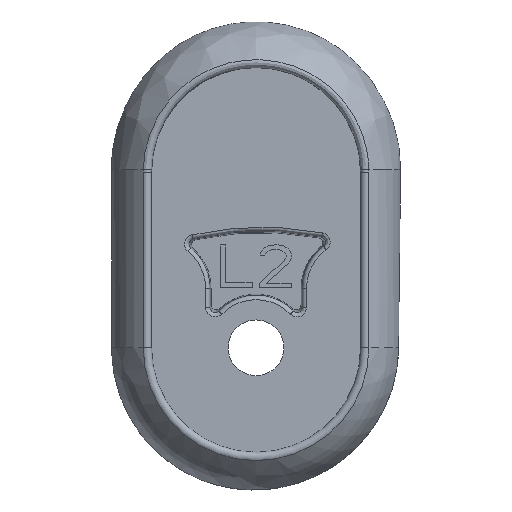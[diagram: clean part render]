
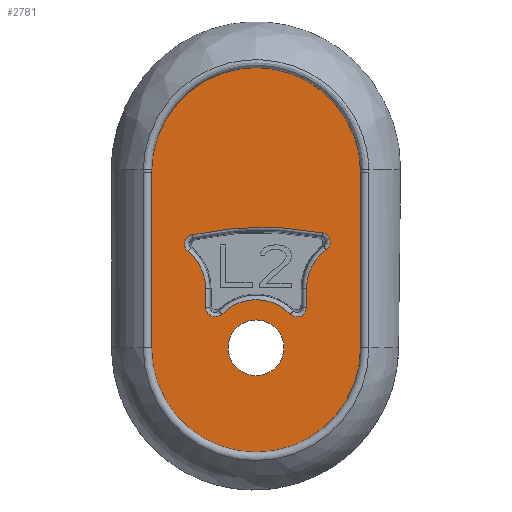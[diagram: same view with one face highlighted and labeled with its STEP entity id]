
A CAD part, front view. The second image highlights one B-rep face of the part: STEP entity #2781.
In plain terms, the highlighted planar face has unit normal (0, -1, 0).
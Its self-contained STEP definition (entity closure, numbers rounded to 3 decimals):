
#447=CARTESIAN_POINT('',(-268.,267.,127.));
#448=DIRECTION('',(0.,-1.,0.));
#449=DIRECTION('',(-1.,0.,0.));
#450=AXIS2_PLACEMENT_3D('',#447,#448,#449);
#452=DIRECTION('',(0.,0.,-1.));
#453=VECTOR('',#452,20.5);
#454=CARTESIAN_POINT('',(-280.2,267.,147.5));
#455=LINE('',#454,#453);
#456=CARTESIAN_POINT('',(-268.,267.,147.5));
#457=DIRECTION('',(0.,-1.,0.));
#458=DIRECTION('',(1.,0.,0.));
#459=AXIS2_PLACEMENT_3D('',#456,#457,#458);
#461=DIRECTION('',(0.,0.,1.));
#462=VECTOR('',#461,20.5);
#463=CARTESIAN_POINT('',(-255.8,267.,127.));
#464=LINE('',#463,#462);
#465=CARTESIAN_POINT('',(-268.,267.,127.));
#466=DIRECTION('',(0.,-1.,0.));
#467=DIRECTION('',(0.,0.,1.));
#468=AXIS2_PLACEMENT_3D('',#465,#466,#467);
#470=CARTESIAN_POINT('',(-268.,267.,127.));
#471=DIRECTION('',(0.,-1.,0.));
#472=DIRECTION('',(0.,0.,-1.));
#473=AXIS2_PLACEMENT_3D('',#470,#471,#472);
#475=CARTESIAN_POINT('',(-275.938,267.,138.251));
#476=CARTESIAN_POINT('',(-275.987,267.,138.292));
#477=CARTESIAN_POINT('',(-276.077,267.,138.38));
#478=CARTESIAN_POINT('',(-276.193,267.,138.54));
#479=CARTESIAN_POINT('',(-276.279,267.,138.723));
#480=CARTESIAN_POINT('',(-276.331,267.,138.921));
#481=CARTESIAN_POINT('',(-276.346,267.,139.126));
#482=CARTESIAN_POINT('',(-276.322,267.,139.33));
#483=CARTESIAN_POINT('',(-276.262,267.,139.525));
#484=CARTESIAN_POINT('',(-276.165,267.,139.707));
#485=CARTESIAN_POINT('',(-276.034,267.,139.871));
#486=CARTESIAN_POINT('',(-275.872,267.,140.009));
#487=CARTESIAN_POINT('',(-275.686,267.,140.112));
#488=CARTESIAN_POINT('',(-275.556,267.,140.156));
#489=CARTESIAN_POINT('',(-275.489,267.,140.171));
#491=CARTESIAN_POINT('',(-279.5,267.,133.918));
#492=DIRECTION('',(0.,-1.,0.));
#493=DIRECTION('',(1.,0.,0.));
#494=AXIS2_PLACEMENT_3D('',#491,#492,#493);
#496=DIRECTION('',(0.,0.,1.));
#497=VECTOR('',#496,2.22);
#498=CARTESIAN_POINT('',(-273.89,267.,131.697));
#499=LINE('',#498,#497);
#500=CARTESIAN_POINT('',(-272.006,267.,130.928));
#501=CARTESIAN_POINT('',(-272.057,267.,130.875));
#502=CARTESIAN_POINT('',(-272.171,267.,130.779));
#503=CARTESIAN_POINT('',(-272.386,267.,130.664));
#504=CARTESIAN_POINT('',(-272.633,267.,130.598));
#505=CARTESIAN_POINT('',(-272.898,267.,130.591));
#506=CARTESIAN_POINT('',(-273.166,267.,130.65));
#507=CARTESIAN_POINT('',(-273.416,267.,130.777));
#508=CARTESIAN_POINT('',(-273.626,267.,130.963));
#509=CARTESIAN_POINT('',(-273.78,267.,131.19));
#510=CARTESIAN_POINT('',(-273.871,267.,131.444));
#511=CARTESIAN_POINT('',(-273.89,267.,131.612));
#512=CARTESIAN_POINT('',(-273.89,267.,131.697));
#514=CARTESIAN_POINT('',(-268.,267.,127.));
#515=DIRECTION('',(0.,-1.,0.));
#516=DIRECTION('',(0.714,0.,0.7));
#517=AXIS2_PLACEMENT_3D('',#514,#515,#516);
#519=CARTESIAN_POINT('',(-262.11,267.,131.697));
#520=CARTESIAN_POINT('',(-262.11,267.,131.624));
#521=CARTESIAN_POINT('',(-262.124,267.,131.476));
#522=CARTESIAN_POINT('',(-262.197,267.,131.244));
#523=CARTESIAN_POINT('',(-262.326,267.,131.024));
#524=CARTESIAN_POINT('',(-262.509,267.,130.833));
#525=CARTESIAN_POINT('',(-262.741,267.,130.688));
#526=CARTESIAN_POINT('',(-263.009,267.,130.603));
#527=CARTESIAN_POINT('',(-263.289,267.,130.588));
#528=CARTESIAN_POINT('',(-263.559,267.,130.642));
#529=CARTESIAN_POINT('',(-263.803,267.,130.76));
#530=CARTESIAN_POINT('',(-263.935,267.,130.867));
#531=CARTESIAN_POINT('',(-263.994,267.,130.928));
#533=DIRECTION('',(0.,0.,-1.));
#534=VECTOR('',#533,2.22);
#535=CARTESIAN_POINT('',(-262.11,267.,133.918));
#536=LINE('',#535,#534);
#537=CARTESIAN_POINT('',(-256.5,267.,133.918));
#538=DIRECTION('',(0.,-1.,0.));
#539=DIRECTION('',(-0.59,0.,0.807));
#540=AXIS2_PLACEMENT_3D('',#537,#538,#539);
#542=CARTESIAN_POINT('',(-260.246,267.,140.411));
#543=CARTESIAN_POINT('',(-260.171,267.,140.396));
#544=CARTESIAN_POINT('',(-260.021,267.,140.35));
#545=CARTESIAN_POINT('',(-259.794,267.,140.221));
#546=CARTESIAN_POINT('',(-259.593,267.,140.029));
#547=CARTESIAN_POINT('',(-259.439,267.,139.777));
#548=CARTESIAN_POINT('',(-259.354,267.,139.477));
#549=CARTESIAN_POINT('',(-259.359,267.,139.16));
#550=CARTESIAN_POINT('',(-259.449,267.,138.868));
#551=CARTESIAN_POINT('',(-259.608,267.,138.621));
#552=CARTESIAN_POINT('',(-259.739,267.,138.499));
#553=CARTESIAN_POINT('',(-259.812,267.,138.446));
#555=CARTESIAN_POINT('',(-275.489,267.,140.171));
#556=CARTESIAN_POINT('',(-273.868,267.,140.549));
#557=CARTESIAN_POINT('',(-270.575,267.,141.074));
#558=CARTESIAN_POINT('',(-265.231,267.,141.16));
#559=CARTESIAN_POINT('',(-261.898,267.,140.74));
#560=CARTESIAN_POINT('',(-260.246,267.,140.411));
#1573=CARTESIAN_POINT('',(-268.,267.,130.25));
#1574=CARTESIAN_POINT('',(-268.,267.,123.75));
#1575=VERTEX_POINT('',#1573);
#1576=VERTEX_POINT('',#1574);
#1577=CARTESIAN_POINT('',(-280.2,267.,127.));
#1578=CARTESIAN_POINT('',(-255.8,267.,127.));
#1579=VERTEX_POINT('',#1577);
#1580=VERTEX_POINT('',#1578);
#1581=CARTESIAN_POINT('',(-255.8,267.,147.5));
#1582=VERTEX_POINT('',#1581);
#1583=CARTESIAN_POINT('',(-280.2,267.,147.5));
#1584=VERTEX_POINT('',#1583);
#1649=VERTEX_POINT('',#475);
#1650=VERTEX_POINT('',#489);
#1653=VERTEX_POINT('',#560);
#1655=VERTEX_POINT('',#553);
#1657=CARTESIAN_POINT('',(-262.11,267.,133.918));
#1658=VERTEX_POINT('',#1657);
#1661=CARTESIAN_POINT('',(-262.11,267.,131.697));
#1662=VERTEX_POINT('',#1661);
#1665=VERTEX_POINT('',#531);
#1667=CARTESIAN_POINT('',(-272.006,267.,130.928));
#1668=VERTEX_POINT('',#1667);
#1671=VERTEX_POINT('',#512);
#1673=CARTESIAN_POINT('',(-273.89,267.,133.918));
#1674=VERTEX_POINT('',#1673);
#2740=CARTESIAN_POINT('',(-278.,267.,127.));
#2741=DIRECTION('',(0.,-1.,0.));
#2742=DIRECTION('',(0.,0.,1.));
#2743=AXIS2_PLACEMENT_3D('',#2740,#2741,#2742);
#2744=PLANE('',#2743);
#2746=ORIENTED_EDGE('',*,*,#2745,.F.);
#2748=ORIENTED_EDGE('',*,*,#2747,.F.);
#2750=ORIENTED_EDGE('',*,*,#2749,.F.);
#2752=ORIENTED_EDGE('',*,*,#2751,.F.);
#2753=EDGE_LOOP('',(#2746,#2748,#2750,#2752));
#2754=FACE_OUTER_BOUND('',#2753,.F.);
#2755=ORIENTED_EDGE('',*,*,#2720,.T.);
#2756=ORIENTED_EDGE('',*,*,#2734,.T.);
#2757=EDGE_LOOP('',(#2755,#2756));
#2758=FACE_BOUND('',#2757,.F.);
#2760=ORIENTED_EDGE('',*,*,#2759,.F.);
#2762=ORIENTED_EDGE('',*,*,#2761,.F.);
#2764=ORIENTED_EDGE('',*,*,#2763,.F.);
#2766=ORIENTED_EDGE('',*,*,#2765,.F.);
#2768=ORIENTED_EDGE('',*,*,#2767,.F.);
#2770=ORIENTED_EDGE('',*,*,#2769,.F.);
#2772=ORIENTED_EDGE('',*,*,#2771,.F.);
#2774=ORIENTED_EDGE('',*,*,#2773,.F.);
#2776=ORIENTED_EDGE('',*,*,#2775,.F.);
#2778=ORIENTED_EDGE('',*,*,#2777,.F.);
#2779=EDGE_LOOP('',(#2760,#2762,#2764,#2766,#2768,#2770,#2772,#2774,#2776,
#2778));
#2780=FACE_BOUND('',#2779,.F.);
#2781=ADVANCED_FACE('',(#2754,#2758,#2780),#2744,.T.);
#451=CIRCLE('',#450,12.2);
#460=CIRCLE('',#459,12.2);
#469=CIRCLE('',#468,3.25);
#474=CIRCLE('',#473,3.25);
#490=B_SPLINE_CURVE_WITH_KNOTS('',3,(#475,#476,#477,#478,#479,#480,#481,#482,
#483,#484,#485,#486,#487,#488,#489),.UNSPECIFIED.,.F.,.F.,(4,1,1,1,1,1,1,1,1,1,
1,1,4),(0.,0.083,0.167,0.25,0.333,
0.417,0.5,0.583,0.667,0.75,
0.833,0.917,1.),.UNSPECIFIED.);
#495=CIRCLE('',#494,5.61);
#513=B_SPLINE_CURVE_WITH_KNOTS('',3,(#500,#501,#502,#503,#504,#505,#506,#507,
#508,#509,#510,#511,#512),.UNSPECIFIED.,.F.,.F.,(4,1,1,1,1,1,1,1,1,1,4),(0.,
0.1,0.2,0.3,0.4,0.5,0.6,0.7,0.8,0.9,1.),.UNSPECIFIED.);
#518=CIRCLE('',#517,5.61);
#532=B_SPLINE_CURVE_WITH_KNOTS('',3,(#519,#520,#521,#522,#523,#524,#525,#526,
#527,#528,#529,#530,#531),.UNSPECIFIED.,.F.,.F.,(4,1,1,1,1,1,1,1,1,1,4),(0.,
0.1,0.2,0.3,0.4,0.5,0.6,0.7,0.8,0.9,1.),.UNSPECIFIED.);
#541=CIRCLE('',#540,5.61);
#554=B_SPLINE_CURVE_WITH_KNOTS('',3,(#542,#543,#544,#545,#546,#547,#548,#549,
#550,#551,#552,#553),.UNSPECIFIED.,.F.,.F.,(4,1,1,1,1,1,1,1,1,4),(0.,
0.111,0.222,0.333,0.444,
0.556,0.667,0.778,0.889,1.),
.UNSPECIFIED.);
#561=B_SPLINE_CURVE_WITH_KNOTS('',3,(#555,#556,#557,#558,#559,#560),
.UNSPECIFIED.,.F.,.F.,(4,1,1,4),(0.,0.333,0.667,1.),
.UNSPECIFIED.);
#2720=EDGE_CURVE('',#1575,#1576,#469,.T.);
#2734=EDGE_CURVE('',#1576,#1575,#474,.T.);
#2745=EDGE_CURVE('',#1579,#1580,#451,.T.);
#2747=EDGE_CURVE('',#1584,#1579,#455,.T.);
#2749=EDGE_CURVE('',#1582,#1584,#460,.T.);
#2751=EDGE_CURVE('',#1580,#1582,#464,.T.);
#2759=EDGE_CURVE('',#1649,#1650,#490,.T.);
#2761=EDGE_CURVE('',#1674,#1649,#495,.T.);
#2763=EDGE_CURVE('',#1671,#1674,#499,.T.);
#2765=EDGE_CURVE('',#1668,#1671,#513,.T.);
#2767=EDGE_CURVE('',#1665,#1668,#518,.T.);
#2769=EDGE_CURVE('',#1662,#1665,#532,.T.);
#2771=EDGE_CURVE('',#1658,#1662,#536,.T.);
#2773=EDGE_CURVE('',#1655,#1658,#541,.T.);
#2775=EDGE_CURVE('',#1653,#1655,#554,.T.);
#2777=EDGE_CURVE('',#1650,#1653,#561,.T.);
